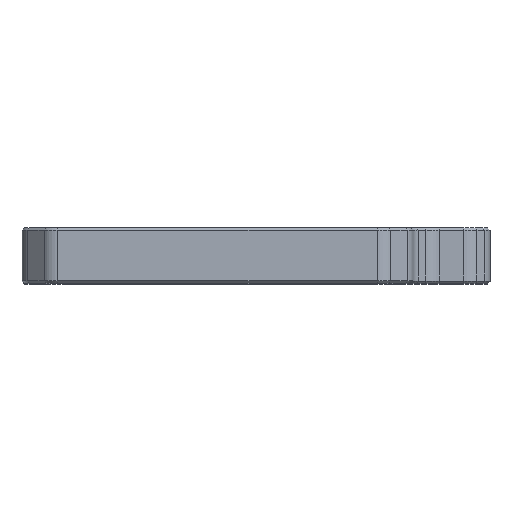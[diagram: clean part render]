
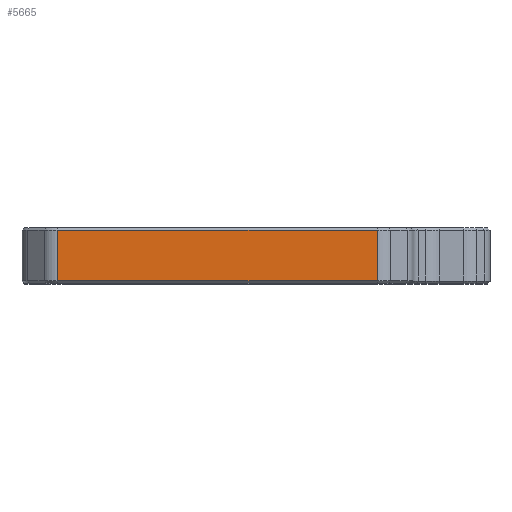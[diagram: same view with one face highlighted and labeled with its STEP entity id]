
A CAD part, top view. The second image highlights one B-rep face of the part: STEP entity #5665.
In plain terms, the highlighted planar face has unit normal (0, 0, 1).
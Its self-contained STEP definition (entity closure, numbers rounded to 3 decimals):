
#190=PLANE('',#6233);
#412=FACE_OUTER_BOUND('',#789,.T.);
#789=EDGE_LOOP('',(#4506,#4507,#4508,#4509));
#1504=LINE('',#9154,#2064);
#1574=LINE('',#9341,#2134);
#1575=LINE('',#9345,#2135);
#1576=LINE('',#9346,#2136);
#2064=VECTOR('',#7270,10.);
#2134=VECTOR('',#7480,1000.);
#2135=VECTOR('',#7485,1000.);
#2136=VECTOR('',#7486,1000.);
#2727=VERTEX_POINT('',#9148);
#2728=VERTEX_POINT('',#9152);
#2775=VERTEX_POINT('',#9340);
#2776=VERTEX_POINT('',#9344);
#3299=EDGE_CURVE('',#2727,#2728,#1504,.T.);
#3392=EDGE_CURVE('',#2728,#2775,#1574,.T.);
#3394=EDGE_CURVE('',#2727,#2776,#1575,.T.);
#3395=EDGE_CURVE('',#2776,#2775,#1576,.T.);
#4506=ORIENTED_EDGE('',*,*,#3299,.F.);
#4507=ORIENTED_EDGE('',*,*,#3394,.T.);
#4508=ORIENTED_EDGE('',*,*,#3395,.T.);
#4509=ORIENTED_EDGE('',*,*,#3392,.F.);
#5665=ADVANCED_FACE('',(#412),#190,.F.);
#6233=AXIS2_PLACEMENT_3D('',#9343,#7483,#7484);
#7270=DIRECTION('',(1.,0.,0.));
#7480=DIRECTION('',(0.,-1.,0.));
#7483=DIRECTION('center_axis',(0.,0.,
-1.));
#7484=DIRECTION('ref_axis',(-1.,0.,0.));
#7485=DIRECTION('',(0.,-1.,0.));
#7486=DIRECTION('',(1.,0.,0.));
#9148=CARTESIAN_POINT('',(172.696,-114.95,69.922));
#9152=CARTESIAN_POINT('',(207.295,-114.95,69.922));
#9154=CARTESIAN_POINT('',(194.669,-114.95,69.922));
#9340=CARTESIAN_POINT('',(207.295,-120.45,69.922));
#9341=CARTESIAN_POINT('',(207.295,-114.7,69.922));
#9343=CARTESIAN_POINT('Origin',(172.696,-114.7,69.922));
#9344=CARTESIAN_POINT('',(172.696,-120.45,69.922));
#9345=CARTESIAN_POINT('',(172.696,-114.7,69.922));
#9346=CARTESIAN_POINT('',(172.696,-120.45,69.922));
